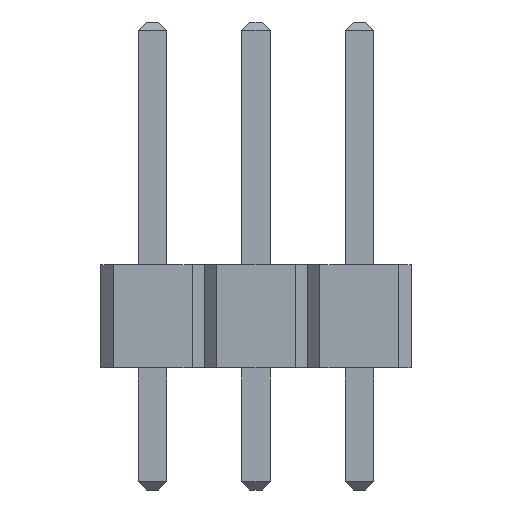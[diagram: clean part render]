
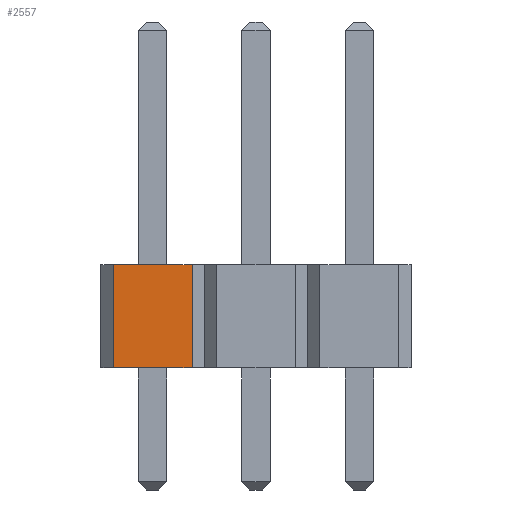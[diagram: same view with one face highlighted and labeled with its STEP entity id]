
A CAD part, front view. The second image highlights one B-rep face of the part: STEP entity #2557.
In plain terms, the highlighted planar face has unit normal (0, -1, 0).
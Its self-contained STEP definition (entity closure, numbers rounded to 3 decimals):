
#2007 = VERTEX_POINT('',#2008);
#2008 = CARTESIAN_POINT('',(-0.97,-11.43,0.));
#2014 = EDGE_CURVE('',#2015,#2007,#2017,.T.);
#2015 = VERTEX_POINT('',#2016);
#2016 = CARTESIAN_POINT('',(0.97,-11.43,0.));
#2017 = LINE('',#2018,#2019);
#2018 = CARTESIAN_POINT('',(1.27,-11.43,0.));
#2019 = VECTOR('',#2020,1.);
#2020 = DIRECTION('',(-1.,0.,0.));
#2229 = VERTEX_POINT('',#2230);
#2230 = CARTESIAN_POINT('',(-0.97,-11.43,2.54));
#2236 = EDGE_CURVE('',#2237,#2229,#2239,.T.);
#2237 = VERTEX_POINT('',#2238);
#2238 = CARTESIAN_POINT('',(0.97,-11.43,2.54));
#2239 = LINE('',#2240,#2241);
#2240 = CARTESIAN_POINT('',(1.27,-11.43,2.54));
#2241 = VECTOR('',#2242,1.);
#2242 = DIRECTION('',(-1.,0.,0.));
#2547 = EDGE_CURVE('',#2015,#2237,#2548,.T.);
#2548 = LINE('',#2549,#2550);
#2549 = CARTESIAN_POINT('',(0.97,-11.43,0.));
#2550 = VECTOR('',#2551,1.);
#2551 = DIRECTION('',(0.,0.,1.));
#2557 = ADVANCED_FACE('',(#2558),#2569,.T.);
#2558 = FACE_BOUND('',#2559,.T.);
#2559 = EDGE_LOOP('',(#2560,#2561,#2562,#2563));
#2560 = ORIENTED_EDGE('',*,*,#2014,.F.);
#2561 = ORIENTED_EDGE('',*,*,#2547,.T.);
#2562 = ORIENTED_EDGE('',*,*,#2236,.T.);
#2563 = ORIENTED_EDGE('',*,*,#2564,.F.);
#2564 = EDGE_CURVE('',#2007,#2229,#2565,.T.);
#2565 = LINE('',#2566,#2567);
#2566 = CARTESIAN_POINT('',(-0.97,-11.43,0.));
#2567 = VECTOR('',#2568,1.);
#2568 = DIRECTION('',(0.,0.,1.));
#2569 = PLANE('',#2570);
#2570 = AXIS2_PLACEMENT_3D('',#2571,#2572,#2573);
#2571 = CARTESIAN_POINT('',(1.27,-11.43,0.));
#2572 = DIRECTION('',(0.,-1.,0.));
#2573 = DIRECTION('',(-1.,0.,0.));
